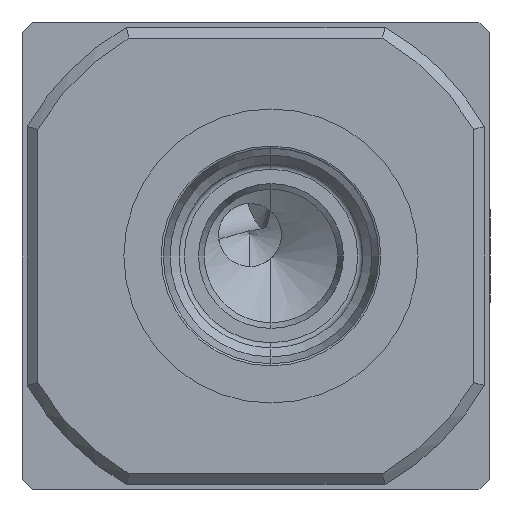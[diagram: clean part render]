
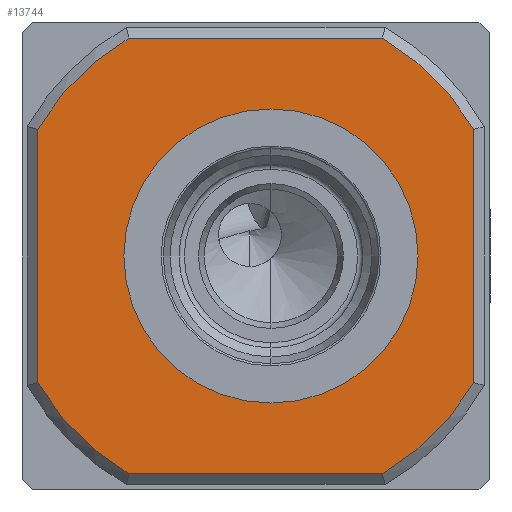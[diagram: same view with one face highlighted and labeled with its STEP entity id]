
A CAD part, left-side view. The second image highlights one B-rep face of the part: STEP entity #13744.
In plain terms, the highlighted planar face has unit normal (-1, 0, 0).
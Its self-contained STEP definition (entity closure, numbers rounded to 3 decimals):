
#6 = ORIENTED_EDGE ( 'NONE', *, *, #9204, .T. ) ;
#248 = AXIS2_PLACEMENT_3D ( 'NONE', #6987, #11087, #18163 ) ;
#566 = DIRECTION ( 'NONE',  ( 0., 0., 1. ) ) ;
#622 = CARTESIAN_POINT ( 'NONE',  ( -8.4, -43., 10.19 ) ) ;
#1206 = PLANE ( 'NONE',  #7974 ) ;
#1384 = CARTESIAN_POINT ( 'NONE',  ( -8.4, -1.5, 34.31 ) ) ;
#1499 = CIRCLE ( 'NONE', #12214, 14. ) ;
#2284 = LINE ( 'NONE', #17720, #3593 ) ;
#2433 = DIRECTION ( 'NONE',  ( 0., 0., -1. ) ) ;
#2485 = EDGE_CURVE ( 'NONE', #15577, #7823, #10518, .T. ) ;
#2493 = CARTESIAN_POINT ( 'NONE',  ( -8.4, -44., 44. ) ) ;
#2885 = CARTESIAN_POINT ( 'NONE',  ( -8.4, -1.5, 10.19 ) ) ;
#3370 = CIRCLE ( 'NONE', #5660, 24. ) ;
#3375 = DIRECTION ( 'NONE',  ( 0., -1., 0. ) ) ;
#3382 = CARTESIAN_POINT ( 'NONE',  ( -8.4, -20.8, 22.25 ) ) ;
#3593 = VECTOR ( 'NONE', #3375, 1000. ) ;
#3827 = CARTESIAN_POINT ( 'NONE',  ( -8.4, -43., 44. ) ) ;
#3956 = VERTEX_POINT ( 'NONE', #6905 ) ;
#4347 = ORIENTED_EDGE ( 'NONE', *, *, #9507, .T. ) ;
#4466 = DIRECTION ( 'NONE',  ( 0., 1., 0. ) ) ;
#5144 = CARTESIAN_POINT ( 'NONE',  ( -8.4, -43., 34.31 ) ) ;
#5513 = CARTESIAN_POINT ( 'NONE',  ( -8.4, -10.19, 1.5 ) ) ;
#5660 = AXIS2_PLACEMENT_3D ( 'NONE', #7569, #7812, #566 ) ;
#5681 = DIRECTION ( 'NONE',  ( 0., 0., 1. ) ) ;
#5712 = CARTESIAN_POINT ( 'NONE',  ( -8.4, -44., 43. ) ) ;
#5839 = EDGE_CURVE ( 'NONE', #16893, #13117, #9189, .T. ) ;
#5858 = VERTEX_POINT ( 'NONE', #8334 ) ;
#5929 = CARTESIAN_POINT ( 'NONE',  ( -8.4, -20.8, 36.25 ) ) ;
#6055 = DIRECTION ( 'NONE',  ( 0., 0., -1. ) ) ;
#6792 = FACE_OUTER_BOUND ( 'NONE', #17952, .T. ) ;
#6905 = CARTESIAN_POINT ( 'NONE',  ( -8.4, -34.31, 1.5 ) ) ;
#6987 = CARTESIAN_POINT ( 'NONE',  ( -8.4, -22.25, 22.25 ) ) ;
#7039 = ORIENTED_EDGE ( 'NONE', *, *, #17963, .T. ) ;
#7045 = AXIS2_PLACEMENT_3D ( 'NONE', #11500, #12923, #14441 ) ;
#7130 = EDGE_CURVE ( 'NONE', #10110, #3956, #2284, .T. ) ;
#7533 = CARTESIAN_POINT ( 'NONE',  ( -8.4, -10.19, 43. ) ) ;
#7545 = EDGE_CURVE ( 'NONE', #16980, #15082, #13252, .T. ) ;
#7569 = CARTESIAN_POINT ( 'NONE',  ( -8.4, -22.25, 22.25 ) ) ;
#7812 = DIRECTION ( 'NONE',  ( -1., 0., 0. ) ) ;
#7823 = VERTEX_POINT ( 'NONE', #2885 ) ;
#7924 = VECTOR ( 'NONE', #4466, 1000. ) ;
#7974 = AXIS2_PLACEMENT_3D ( 'NONE', #2493, #9768, #2433 ) ;
#8030 = CARTESIAN_POINT ( 'NONE',  ( -8.4, -22.25, 22.25 ) ) ;
#8041 = DIRECTION ( 'NONE',  ( 0., 0., -1. ) ) ;
#8085 = DIRECTION ( 'NONE',  ( -1., 0., 0. ) ) ;
#8088 = CIRCLE ( 'NONE', #7045, 24. ) ;
#8334 = CARTESIAN_POINT ( 'NONE',  ( -8.4, -34.31, 43. ) ) ;
#9175 = CIRCLE ( 'NONE', #248, 24. ) ;
#9189 = LINE ( 'NONE', #3827, #9643 ) ;
#9204 = EDGE_CURVE ( 'NONE', #5858, #13472, #15394, .T. ) ;
#9507 = EDGE_CURVE ( 'NONE', #13117, #5858, #15615, .T. ) ;
#9643 = VECTOR ( 'NONE', #5681, 1000. ) ;
#9730 = AXIS2_PLACEMENT_3D ( 'NONE', #8030, #8085, #15013 ) ;
#9768 = DIRECTION ( 'NONE',  ( -1., 0., 0. ) ) ;
#9777 = ORIENTED_EDGE ( 'NONE', *, *, #14005, .T. ) ;
#10110 = VERTEX_POINT ( 'NONE', #5513 ) ;
#10300 = DIRECTION ( 'NONE',  ( 0., 0., -1. ) ) ;
#10518 = LINE ( 'NONE', #14394, #17110 ) ;
#10927 = EDGE_LOOP ( 'NONE', ( #12442, #17690 ) ) ;
#11087 = DIRECTION ( 'NONE',  ( -1., 0., 0. ) ) ;
#11500 = CARTESIAN_POINT ( 'NONE',  ( -8.4, -22.25, 22.25 ) ) ;
#12214 = AXIS2_PLACEMENT_3D ( 'NONE', #15991, #13120, #6055 ) ;
#12424 = ORIENTED_EDGE ( 'NONE', *, *, #7130, .T. ) ;
#12442 = ORIENTED_EDGE ( 'NONE', *, *, #7545, .T. ) ;
#12923 = DIRECTION ( 'NONE',  ( -1., 0., 0. ) ) ;
#12936 = FACE_BOUND ( 'NONE', #10927, .T. ) ;
#13117 = VERTEX_POINT ( 'NONE', #5144 ) ;
#13120 = DIRECTION ( 'NONE',  ( 1., 0., 0. ) ) ;
#13252 = CIRCLE ( 'NONE', #16690, 14. ) ;
#13416 = ORIENTED_EDGE ( 'NONE', *, *, #5839, .T. ) ;
#13472 = VERTEX_POINT ( 'NONE', #7533 ) ;
#13744 = ADVANCED_FACE ( 'NONE', ( #6792, #12936 ), #1206, .T. ) ;
#14005 = EDGE_CURVE ( 'NONE', #3956, #16893, #8088, .T. ) ;
#14394 = CARTESIAN_POINT ( 'NONE',  ( -8.4, -1.5, 44. ) ) ;
#14441 = DIRECTION ( 'NONE',  ( 0., 0., 1. ) ) ;
#14658 = EDGE_CURVE ( 'NONE', #15082, #16980, #1499, .T. ) ;
#14926 = EDGE_CURVE ( 'NONE', #13472, #15577, #9175, .T. ) ;
#15013 = DIRECTION ( 'NONE',  ( 0., 0., 1. ) ) ;
#15082 = VERTEX_POINT ( 'NONE', #5929 ) ;
#15116 = ORIENTED_EDGE ( 'NONE', *, *, #14926, .T. ) ;
#15370 = ORIENTED_EDGE ( 'NONE', *, *, #2485, .T. ) ;
#15394 = LINE ( 'NONE', #5712, #7924 ) ;
#15577 = VERTEX_POINT ( 'NONE', #1384 ) ;
#15615 = CIRCLE ( 'NONE', #9730, 24. ) ;
#15991 = CARTESIAN_POINT ( 'NONE',  ( -8.4, -20.8, 22.25 ) ) ;
#16146 = CARTESIAN_POINT ( 'NONE',  ( -8.4, -20.8, 8.25 ) ) ;
#16690 = AXIS2_PLACEMENT_3D ( 'NONE', #3382, #17558, #8041 ) ;
#16893 = VERTEX_POINT ( 'NONE', #622 ) ;
#16980 = VERTEX_POINT ( 'NONE', #16146 ) ;
#17110 = VECTOR ( 'NONE', #10300, 1000. ) ;
#17558 = DIRECTION ( 'NONE',  ( 1., 0., 0. ) ) ;
#17690 = ORIENTED_EDGE ( 'NONE', *, *, #14658, .T. ) ;
#17720 = CARTESIAN_POINT ( 'NONE',  ( -8.4, -44., 1.5 ) ) ;
#17952 = EDGE_LOOP ( 'NONE', ( #13416, #4347, #6, #15116, #15370, #7039, #12424, #9777 ) ) ;
#17963 = EDGE_CURVE ( 'NONE', #7823, #10110, #3370, .T. ) ;
#18163 = DIRECTION ( 'NONE',  ( 0., 0., 1. ) ) ;
